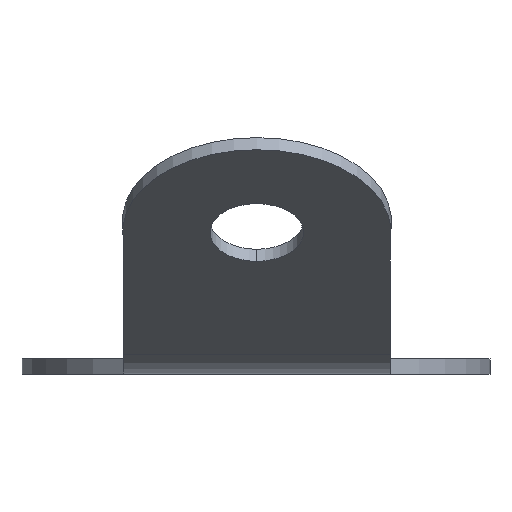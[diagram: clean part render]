
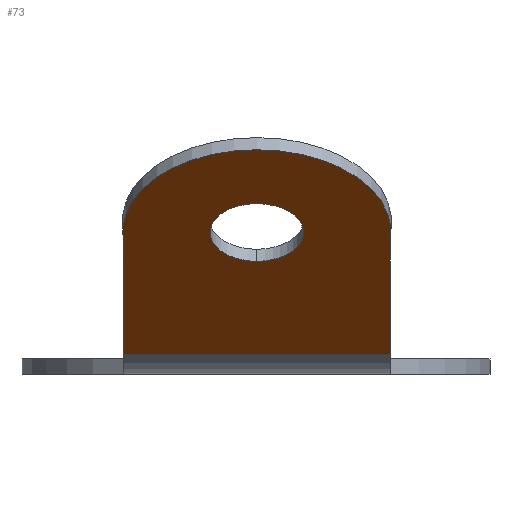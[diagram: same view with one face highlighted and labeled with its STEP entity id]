
A CAD part, left-side view. The second image highlights one B-rep face of the part: STEP entity #73.
In plain terms, the highlighted planar face has unit normal (-0.616, 0, -0.788).
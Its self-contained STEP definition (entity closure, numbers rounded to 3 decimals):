
#4 = CARTESIAN_POINT ( 'NONE',  ( -17.022, 17.277, -17.38 ) ) ;
#13 = VERTEX_POINT ( 'NONE', #220 ) ;
#34 = CIRCLE ( 'NONE', #119, 6.1 ) ;
#44 = ORIENTED_EDGE ( 'NONE', *, *, #489, .F. ) ;
#48 = VERTEX_POINT ( 'NONE', #222 ) ;
#62 = ORIENTED_EDGE ( 'NONE', *, *, #247, .T. ) ;
#65 = CARTESIAN_POINT ( 'NONE',  ( -17.022, -17.5, -17.38 ) ) ;
#73 = ADVANCED_FACE ( 'NONE', ( #266, #501 ), #407, .F. ) ;
#85 = VERTEX_POINT ( 'NONE', #323 ) ;
#93 = VERTEX_POINT ( 'NONE', #312 ) ;
#108 = DIRECTION ( 'NONE',  ( 0., 1., 0. ) ) ;
#119 = AXIS2_PLACEMENT_3D ( 'NONE', #289, #494, #492 ) ;
#156 = VERTEX_POINT ( 'NONE', #380 ) ;
#165 = EDGE_CURVE ( 'NONE', #13, #326, #196, .T. ) ;
#167 = CARTESIAN_POINT ( 'NONE',  ( -62.907, -0.112, 18.47 ) ) ;
#175 = AXIS2_PLACEMENT_3D ( 'NONE', #167, #388, #438 ) ;
#178 = ORIENTED_EDGE ( 'NONE', *, *, #416, .T. ) ;
#196 = LINE ( 'NONE', #4, #327 ) ;
#206 = LINE ( 'NONE', #65, #285 ) ;
#212 = AXIS2_PLACEMENT_3D ( 'NONE', #520, #281, #477 ) ;
#220 = CARTESIAN_POINT ( 'NONE',  ( -61.352, 17.277, 17.255 ) ) ;
#222 = CARTESIAN_POINT ( 'NONE',  ( -42.523, -17.5, 2.544 ) ) ;
#247 = EDGE_CURVE ( 'NONE', #156, #85, #479, .T. ) ;
#266 = FACE_BOUND ( 'NONE', #405, .T. ) ;
#270 = AXIS2_PLACEMENT_3D ( 'NONE', #614, #498, #548 ) ;
#275 = EDGE_LOOP ( 'NONE', ( #178, #44, #555, #418 ) ) ;
#281 = DIRECTION ( 'NONE',  ( 0.616, 0., 0.788 ) ) ;
#285 = VECTOR ( 'NONE', #480, 1000. ) ;
#289 = CARTESIAN_POINT ( 'NONE',  ( -62.907, -0.112, 18.47 ) ) ;
#302 = VECTOR ( 'NONE', #108, 1000. ) ;
#312 = CARTESIAN_POINT ( 'NONE',  ( -61.352, -17.5, 17.255 ) ) ;
#323 = CARTESIAN_POINT ( 'NONE',  ( -67.714, -0.112, 22.225 ) ) ;
#326 = VERTEX_POINT ( 'NONE', #540 ) ;
#327 = VECTOR ( 'NONE', #420, 1000. ) ;
#354 = EDGE_CURVE ( 'NONE', #48, #326, #579, .T. ) ;
#357 = CIRCLE ( 'NONE', #175, 17.5 ) ;
#371 = EDGE_CURVE ( 'NONE', #85, #156, #34, .T. ) ;
#380 = CARTESIAN_POINT ( 'NONE',  ( -58.1, -0.112, 14.714 ) ) ;
#388 = DIRECTION ( 'NONE',  ( 0.616, 0., 0.788 ) ) ;
#391 = CARTESIAN_POINT ( 'NONE',  ( -42.523, 17.277, 2.544 ) ) ;
#405 = EDGE_LOOP ( 'NONE', ( #62, #613 ) ) ;
#407 = PLANE ( 'NONE',  #270 ) ;
#416 = EDGE_CURVE ( 'NONE', #48, #93, #206, .T. ) ;
#418 = ORIENTED_EDGE ( 'NONE', *, *, #354, .F. ) ;
#420 = DIRECTION ( 'NONE',  ( 0.788, 0., -0.616 ) ) ;
#438 = DIRECTION ( 'NONE',  ( 0.788, 0., -0.616 ) ) ;
#477 = DIRECTION ( 'NONE',  ( 0.788, 0., -0.616 ) ) ;
#479 = CIRCLE ( 'NONE', #212, 6.1 ) ;
#480 = DIRECTION ( 'NONE',  ( -0.788, 0., 0.616 ) ) ;
#489 = EDGE_CURVE ( 'NONE', #13, #93, #357, .T. ) ;
#492 = DIRECTION ( 'NONE',  ( 0.788, 0., -0.616 ) ) ;
#494 = DIRECTION ( 'NONE',  ( 0.616, 0., 0.788 ) ) ;
#498 = DIRECTION ( 'NONE',  ( 0.616, 0., 0.788 ) ) ;
#501 = FACE_OUTER_BOUND ( 'NONE', #275, .T. ) ;
#520 = CARTESIAN_POINT ( 'NONE',  ( -62.907, -0.112, 18.47 ) ) ;
#540 = CARTESIAN_POINT ( 'NONE',  ( -42.523, 17.277, 2.544 ) ) ;
#548 = DIRECTION ( 'NONE',  ( 0.788, 0., -0.616 ) ) ;
#555 = ORIENTED_EDGE ( 'NONE', *, *, #165, .T. ) ;
#579 = LINE ( 'NONE', #391, #302 ) ;
#613 = ORIENTED_EDGE ( 'NONE', *, *, #371, .T. ) ;
#614 = CARTESIAN_POINT ( 'NONE',  ( -17.022, 0., -17.38 ) ) ;
